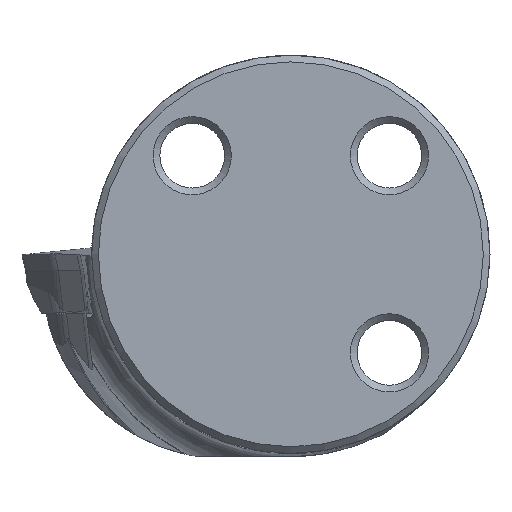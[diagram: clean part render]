
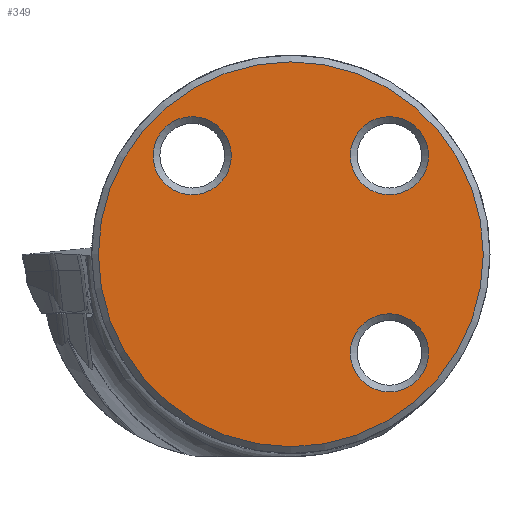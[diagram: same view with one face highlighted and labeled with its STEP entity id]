
A CAD part, top view. The second image highlights one B-rep face of the part: STEP entity #349.
In plain terms, the highlighted planar face has unit normal (0, 0, 1).
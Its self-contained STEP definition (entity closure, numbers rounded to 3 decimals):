
#88=FACE_BOUND('',#637,.T.);
#89=FACE_BOUND('',#638,.T.);
#90=FACE_BOUND('',#639,.T.);
#91=FACE_BOUND('',#640,.T.);
#240=PLANE('',#2651);
#349=ADVANCED_FACE('',(#88,#89,#90,#91),#240,.F.);
#637=EDGE_LOOP('',(#1418));
#638=EDGE_LOOP('',(#1419));
#639=EDGE_LOOP('',(#1420));
#640=EDGE_LOOP('',(#1421));
#734=CIRCLE('',#2646,19.325);
#735=CIRCLE('',#2648,3.925);
#736=CIRCLE('',#2649,3.925);
#737=CIRCLE('',#2650,3.925);
#1418=ORIENTED_EDGE('',*,*,#2124,.T.);
#1419=ORIENTED_EDGE('',*,*,#2125,.F.);
#1420=ORIENTED_EDGE('',*,*,#2126,.T.);
#1421=ORIENTED_EDGE('',*,*,#2123,.T.);
#1798=VERTEX_POINT('',#5121);
#1799=VERTEX_POINT('',#5124);
#1800=VERTEX_POINT('',#5126);
#1801=VERTEX_POINT('',#5128);
#2123=EDGE_CURVE('',#1798,#1798,#734,.T.);
#2124=EDGE_CURVE('',#1799,#1799,#735,.T.);
#2125=EDGE_CURVE('',#1800,#1800,#736,.T.);
#2126=EDGE_CURVE('',#1801,#1801,#737,.T.);
#2646=AXIS2_PLACEMENT_3D('',#5120,#3097,#3098);
#2648=AXIS2_PLACEMENT_3D('',#5123,#3101,#3102);
#2649=AXIS2_PLACEMENT_3D('',#5125,#3103,#3104);
#2650=AXIS2_PLACEMENT_3D('',#5127,#3105,#3106);
#2651=AXIS2_PLACEMENT_3D('',#5129,#3107,#3108);
#3097=DIRECTION('',(0.,0.,1.));
#3098=DIRECTION('',(-1.,0.,0.));
#3101=DIRECTION('',(0.,0.,-1.));
#3102=DIRECTION('',(-1.,0.,0.));
#3103=DIRECTION('',(0.,0.,1.));
#3104=DIRECTION('',(-1.,0.,0.));
#3105=DIRECTION('',(0.,0.,-1.));
#3106=DIRECTION('',(-1.,0.,0.));
#3107=DIRECTION('',(0.,0.,-1.));
#3108=DIRECTION('',(-1.,0.,0.));
#5120=CARTESIAN_POINT('',(0.,0.,0.));
#5121=CARTESIAN_POINT('',(-19.325,0.,0.));
#5123=CARTESIAN_POINT('',(9.899,-9.899,0.));
#5124=CARTESIAN_POINT('',(5.974,-9.899,0.));
#5125=CARTESIAN_POINT('',(9.899,9.899,0.));
#5126=CARTESIAN_POINT('',(5.974,9.899,0.));
#5127=CARTESIAN_POINT('',(-9.899,9.899,0.));
#5128=CARTESIAN_POINT('',(-13.824,9.899,0.));
#5129=CARTESIAN_POINT('',(0.,0.,0.));
